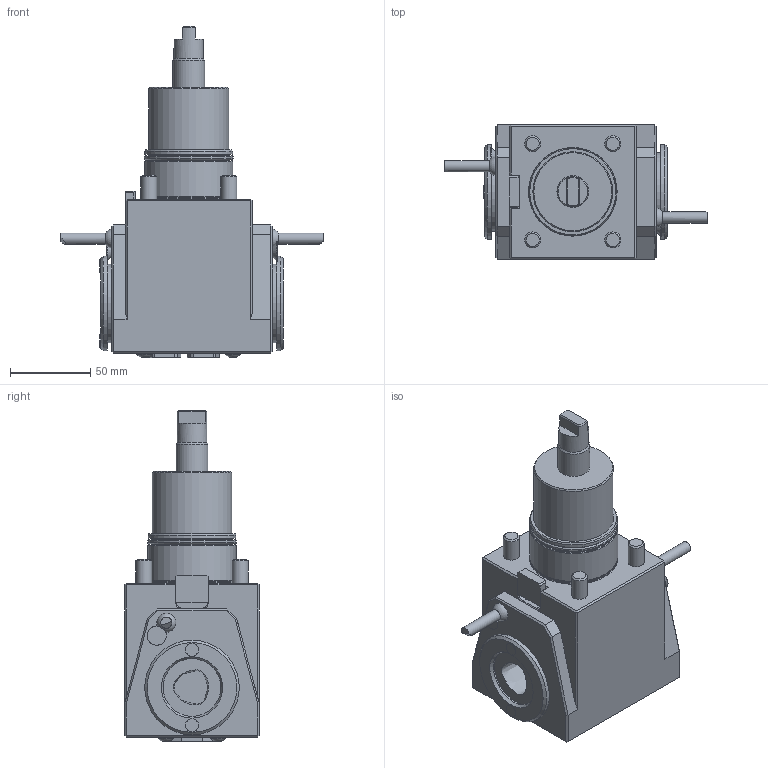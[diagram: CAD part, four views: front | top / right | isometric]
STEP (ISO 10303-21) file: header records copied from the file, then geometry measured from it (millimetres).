
FILE_DESCRIPTION(/* description */ (''),/* implementation_level */ '2;1');
FILE_NAME(/* name */ '1619173945198.stp',/* time_stamp */ '2021-04-23T12:32:31+02:00',/* author */ (''),/* organization */ ('SMS'),/* preprocessor_version */ 'ST-DEVELOPER v16.7',/* originating_system */ 'SIEMENS PLM Software NX 12.0',/* authorisation */ '');
FILE_SCHEMA (('AUTOMOTIVE_DESIGN { 1 0 10303 214 3 1 1 1 }'));
Length unit declared in the file: millimetre
Products named in the file (1): 203503018mod000_00
Bounding box: 163.6 x 84 x 206.9 mm (x, y, z)
Volume: 938835.9 mm3; surface area: 78403.5 mm2
Topology: 1 solids, 1 shells, 256 faces, 633 edges, 410 vertices
Faces by surface type: plane 151, cylinder 50, cone 35, bspline 10, sphere 6, torus 4
Full cylindrical faces by diameter (mm): 2 x2, 7 x2, 8 x2, 9.5 x4, 10 x4, 18.5 x1, 19.8 x1, 36 x2, 49 x2, 49.8 x1, 50.2 x2, 54.6 x1, 54.9 x1, 55 x2, 55.3 x1, 59 x2
Entity records: 7891 total; most frequent: CARTESIAN_POINT 2302, ORIENTED_EDGE 1102, DIRECTION 1060, EDGE_CURVE 551, AXIS2_PLACEMENT_3D 390, VERTEX_POINT 381, EDGE_LOOP 348, LINE 280
